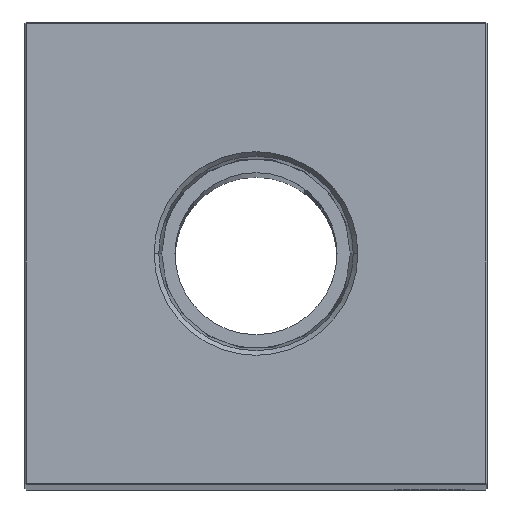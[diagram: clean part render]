
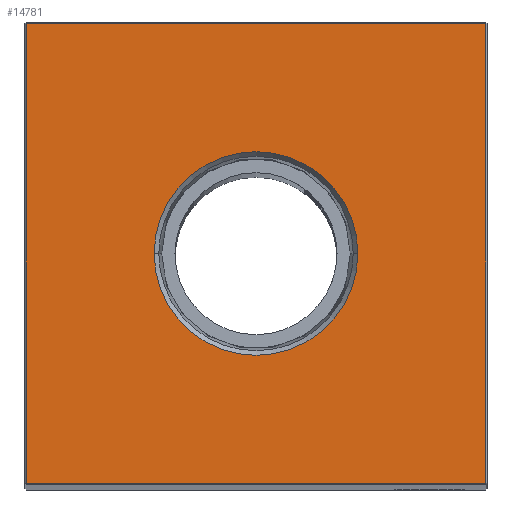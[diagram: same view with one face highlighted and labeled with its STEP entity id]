
A CAD part, top view. The second image highlights one B-rep face of the part: STEP entity #14781.
In plain terms, the highlighted planar face has unit normal (0, 0, 1).
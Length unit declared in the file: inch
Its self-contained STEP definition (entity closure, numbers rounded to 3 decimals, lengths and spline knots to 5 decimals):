
#485 = CIRCLE ( 'NONE', #19538, 0.5499 ) ;
#705 = EDGE_CURVE ( 'NONE', #5045, #10177, #26122, .T. ) ;
#1587 = CIRCLE ( 'NONE', #20666, 0.5499 ) ;
#2727 = CARTESIAN_POINT ( 'NONE',  ( 1.24, 0., 15.5 ) ) ;
#2997 = CARTESIAN_POINT ( 'NONE',  ( 0., -1.24, 15.5 ) ) ;
#3932 = ORIENTED_EDGE ( 'NONE', *, *, #4060, .F. ) ;
#4060 = EDGE_CURVE ( 'NONE', #13652, #24525, #485, .T. ) ;
#4257 = FACE_BOUND ( 'NONE', #27614, .T. ) ;
#4600 = DIRECTION ( 'NONE',  ( -1., 0., 0. ) ) ;
#5045 = VERTEX_POINT ( 'NONE', #17960 ) ;
#6916 = CARTESIAN_POINT ( 'NONE',  ( 0.5499, 0., 15.5 ) ) ;
#8098 = CARTESIAN_POINT ( 'NONE',  ( -1.24, -1.24, 15.5 ) ) ;
#8244 = VECTOR ( 'NONE', #13183, 39.37008 ) ;
#8401 = VERTEX_POINT ( 'NONE', #11008 ) ;
#9303 = DIRECTION ( 'NONE',  ( 0., 0., 1. ) ) ;
#9403 = CARTESIAN_POINT ( 'NONE',  ( 0., 1.24, 15.5 ) ) ;
#9425 = AXIS2_PLACEMENT_3D ( 'NONE', #17606, #27980, #4600 ) ;
#9490 = CARTESIAN_POINT ( 'NONE',  ( -0.5499, 0., 15.5 ) ) ;
#10177 = VERTEX_POINT ( 'NONE', #26911 ) ;
#10640 = VECTOR ( 'NONE', #32504, 39.37008 ) ;
#11008 = CARTESIAN_POINT ( 'NONE',  ( -1.24, 1.24, 15.5 ) ) ;
#11759 = LINE ( 'NONE', #22137, #10640 ) ;
#12369 = CARTESIAN_POINT ( 'NONE',  ( 0., 0., 15.5 ) ) ;
#13183 = DIRECTION ( 'NONE',  ( 0., 1., 0. ) ) ;
#13446 = DIRECTION ( 'NONE',  ( 1., 0., 0. ) ) ;
#13652 = VERTEX_POINT ( 'NONE', #9490 ) ;
#14720 = PLANE ( 'NONE',  #9425 ) ;
#14729 = EDGE_CURVE ( 'NONE', #10177, #8401, #32731, .T. ) ;
#14781 = ADVANCED_FACE ( 'NONE', ( #27647, #4257 ), #14720, .F. ) ;
#15836 = ORIENTED_EDGE ( 'NONE', *, *, #27976, .F. ) ;
#17606 = CARTESIAN_POINT ( 'NONE',  ( 0., 0., 15.5 ) ) ;
#17960 = CARTESIAN_POINT ( 'NONE',  ( 1.24, -1.24, 15.5 ) ) ;
#18727 = ORIENTED_EDGE ( 'NONE', *, *, #32163, .T. ) ;
#19457 = EDGE_CURVE ( 'NONE', #8401, #19879, #11759, .T. ) ;
#19538 = AXIS2_PLACEMENT_3D ( 'NONE', #12369, #22740, #33104 ) ;
#19690 = DIRECTION ( 'NONE',  ( 1., 0., 0. ) ) ;
#19753 = EDGE_LOOP ( 'NONE', ( #22747, #18727, #33185, #32826 ) ) ;
#19779 = DIRECTION ( 'NONE',  ( -1., 0., 0. ) ) ;
#19879 = VERTEX_POINT ( 'NONE', #8098 ) ;
#20666 = AXIS2_PLACEMENT_3D ( 'NONE', #32623, #9303, #19690 ) ;
#21398 = VECTOR ( 'NONE', #19779, 39.37008 ) ;
#22137 = CARTESIAN_POINT ( 'NONE',  ( -1.24, 0., 15.5 ) ) ;
#22740 = DIRECTION ( 'NONE',  ( 0., 0., 1. ) ) ;
#22747 = ORIENTED_EDGE ( 'NONE', *, *, #19457, .T. ) ;
#24525 = VERTEX_POINT ( 'NONE', #6916 ) ;
#26122 = LINE ( 'NONE', #2727, #8244 ) ;
#26375 = LINE ( 'NONE', #2997, #26920 ) ;
#26911 = CARTESIAN_POINT ( 'NONE',  ( 1.24, 1.24, 15.5 ) ) ;
#26920 = VECTOR ( 'NONE', #13446, 39.37008 ) ;
#27614 = EDGE_LOOP ( 'NONE', ( #15836, #3932 ) ) ;
#27647 = FACE_OUTER_BOUND ( 'NONE', #19753, .T. ) ;
#27976 = EDGE_CURVE ( 'NONE', #24525, #13652, #1587, .T. ) ;
#27980 = DIRECTION ( 'NONE',  ( 0., 0., -1. ) ) ;
#32163 = EDGE_CURVE ( 'NONE', #19879, #5045, #26375, .T. ) ;
#32504 = DIRECTION ( 'NONE',  ( 0., -1., 0. ) ) ;
#32623 = CARTESIAN_POINT ( 'NONE',  ( 0., 0., 15.5 ) ) ;
#32731 = LINE ( 'NONE', #9403, #21398 ) ;
#32826 = ORIENTED_EDGE ( 'NONE', *, *, #14729, .T. ) ;
#33104 = DIRECTION ( 'NONE',  ( 1., 0., 0. ) ) ;
#33185 = ORIENTED_EDGE ( 'NONE', *, *, #705, .T. ) ;
